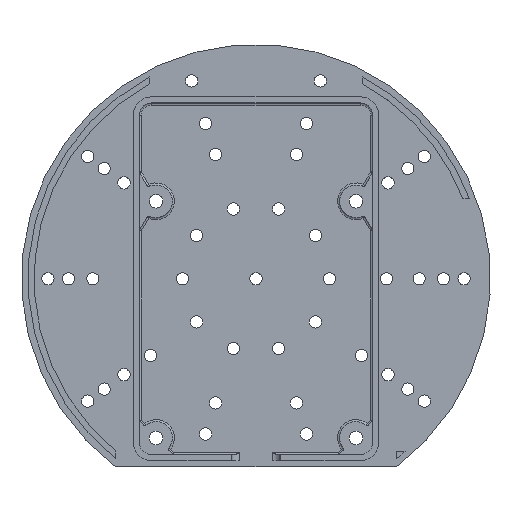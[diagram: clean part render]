
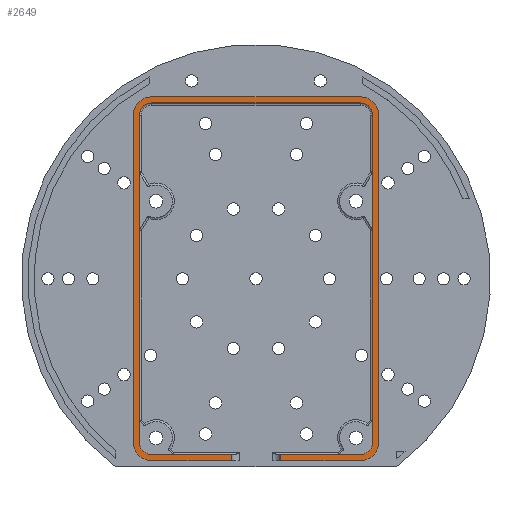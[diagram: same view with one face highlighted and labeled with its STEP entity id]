
A CAD part, top view. The second image highlights one B-rep face of the part: STEP entity #2649.
In plain terms, the highlighted planar face has unit normal (0, 0, 1).
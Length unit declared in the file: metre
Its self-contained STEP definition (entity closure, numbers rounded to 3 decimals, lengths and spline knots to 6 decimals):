
#198=CIRCLE('',#2888,0.003);
#199=CIRCLE('',#2889,0.003);
#200=CIRCLE('',#2890,0.003);
#201=CIRCLE('',#2891,0.003);
#202=CIRCLE('',#2892,0.0045);
#203=CIRCLE('',#2893,0.0045);
#204=CIRCLE('',#2894,0.0045);
#205=CIRCLE('',#2895,0.0045);
#464=ORIENTED_EDGE('',*,*,#1182,.F.);
#465=ORIENTED_EDGE('',*,*,#1168,.F.);
#466=ORIENTED_EDGE('',*,*,#1183,.F.);
#467=ORIENTED_EDGE('',*,*,#1184,.F.);
#468=ORIENTED_EDGE('',*,*,#1185,.F.);
#469=ORIENTED_EDGE('',*,*,#1186,.T.);
#470=ORIENTED_EDGE('',*,*,#1187,.F.);
#471=ORIENTED_EDGE('',*,*,#1179,.T.);
#472=ORIENTED_EDGE('',*,*,#1188,.F.);
#473=ORIENTED_EDGE('',*,*,#1189,.F.);
#474=ORIENTED_EDGE('',*,*,#1190,.T.);
#475=ORIENTED_EDGE('',*,*,#1191,.T.);
#476=ORIENTED_EDGE('',*,*,#1192,.T.);
#477=ORIENTED_EDGE('',*,*,#1193,.F.);
#478=ORIENTED_EDGE('',*,*,#1194,.T.);
#479=ORIENTED_EDGE('',*,*,#1195,.F.);
#480=ORIENTED_EDGE('',*,*,#1196,.T.);
#481=ORIENTED_EDGE('',*,*,#1197,.T.);
#482=ORIENTED_EDGE('',*,*,#1198,.T.);
#483=ORIENTED_EDGE('',*,*,#1162,.T.);
#1162=EDGE_CURVE('',#1522,#1520,#1719,.T.);
#1168=EDGE_CURVE('',#1526,#1527,#1724,.T.);
#1179=EDGE_CURVE('',#1538,#1537,#1734,.T.);
#1182=EDGE_CURVE('',#1527,#1520,#1737,.T.);
#1183=EDGE_CURVE('',#1540,#1526,#198,.T.);
#1184=EDGE_CURVE('',#1541,#1540,#1738,.T.);
#1185=EDGE_CURVE('',#1542,#1541,#199,.T.);
#1186=EDGE_CURVE('',#1542,#1543,#1739,.T.);
#1187=EDGE_CURVE('',#1538,#1543,#200,.T.);
#1188=EDGE_CURVE('',#1544,#1537,#201,.T.);
#1189=EDGE_CURVE('',#1545,#1544,#1740,.T.);
#1190=EDGE_CURVE('',#1545,#1546,#1741,.T.);
#1191=EDGE_CURVE('',#1546,#1547,#1742,.T.);
#1192=EDGE_CURVE('',#1547,#1548,#202,.T.);
#1193=EDGE_CURVE('',#1549,#1548,#1743,.T.);
#1194=EDGE_CURVE('',#1549,#1550,#203,.T.);
#1195=EDGE_CURVE('',#1551,#1550,#1744,.T.);
#1196=EDGE_CURVE('',#1551,#1552,#204,.T.);
#1197=EDGE_CURVE('',#1552,#1553,#1745,.T.);
#1198=EDGE_CURVE('',#1553,#1522,#205,.T.);
#1520=VERTEX_POINT('',#4285);
#1522=VERTEX_POINT('',#4288);
#1526=VERTEX_POINT('',#4298);
#1527=VERTEX_POINT('',#4300);
#1537=VERTEX_POINT('',#4321);
#1538=VERTEX_POINT('',#4323);
#1540=VERTEX_POINT('',#4330);
#1541=VERTEX_POINT('',#4332);
#1542=VERTEX_POINT('',#4334);
#1543=VERTEX_POINT('',#4336);
#1544=VERTEX_POINT('',#4339);
#1545=VERTEX_POINT('',#4341);
#1546=VERTEX_POINT('',#4343);
#1547=VERTEX_POINT('',#4345);
#1548=VERTEX_POINT('',#4347);
#1549=VERTEX_POINT('',#4349);
#1550=VERTEX_POINT('',#4351);
#1551=VERTEX_POINT('',#4353);
#1552=VERTEX_POINT('',#4355);
#1553=VERTEX_POINT('',#4357);
#1719=LINE('',#4287,#1863);
#1724=LINE('',#4299,#1868);
#1734=LINE('',#4322,#1878);
#1737=LINE('',#4328,#1881);
#1738=LINE('',#4331,#1882);
#1739=LINE('',#4335,#1883);
#1740=LINE('',#4340,#1884);
#1741=LINE('',#4342,#1885);
#1742=LINE('',#4344,#1886);
#1743=LINE('',#4348,#1887);
#1744=LINE('',#4352,#1888);
#1745=LINE('',#4356,#1889);
#1863=VECTOR('',#3357,1.);
#1868=VECTOR('',#3366,1.);
#1878=VECTOR('',#3380,1.);
#1881=VECTOR('',#3385,1.);
#1882=VECTOR('',#3388,1.);
#1883=VECTOR('',#3391,1.);
#1884=VECTOR('',#3396,1.);
#1885=VECTOR('',#3397,1.);
#1886=VECTOR('',#3398,1.);
#1887=VECTOR('',#3401,1.);
#1888=VECTOR('',#3404,1.);
#1889=VECTOR('',#3407,1.);
#2026=EDGE_LOOP('',(#464,#465,#466,#467,#468,#469,#470,#471,#472,#473,#474,
#475,#476,#477,#478,#479,#480,#481,#482,#483));
#2340=FACE_BOUND('',#2026,.T.);
#2607=PLANE('',#2887);
#2649=ADVANCED_FACE('',(#2340),#2607,.T.);
#2887=AXIS2_PLACEMENT_3D('',#4327,#3383,#3384);
#2888=AXIS2_PLACEMENT_3D('',#4329,#3386,#3387);
#2889=AXIS2_PLACEMENT_3D('',#4333,#3389,#3390);
#2890=AXIS2_PLACEMENT_3D('',#4337,#3392,#3393);
#2891=AXIS2_PLACEMENT_3D('',#4338,#3394,#3395);
#2892=AXIS2_PLACEMENT_3D('',#4346,#3399,#3400);
#2893=AXIS2_PLACEMENT_3D('',#4350,#3402,#3403);
#2894=AXIS2_PLACEMENT_3D('',#4354,#3405,#3406);
#2895=AXIS2_PLACEMENT_3D('',#4358,#3408,#3409);
#3357=DIRECTION('',(1.,0.,0.));
#3366=DIRECTION('',(1.,0.,0.));
#3380=DIRECTION('',(0.,-1.,0.));
#3383=DIRECTION('',(0.,0.,1.));
#3384=DIRECTION('',(1.,0.,0.));
#3385=DIRECTION('',(0.,-1.,0.));
#3386=DIRECTION('',(0.,0.,1.));
#3387=DIRECTION('',(1.,0.,0.));
#3388=DIRECTION('',(0.,-1.,0.));
#3389=DIRECTION('',(0.,0.,1.));
#3390=DIRECTION('',(1.,0.,0.));
#3391=DIRECTION('',(1.,0.,0.));
#3392=DIRECTION('',(0.,0.,1.));
#3393=DIRECTION('',(1.,0.,0.));
#3394=DIRECTION('',(0.,0.,1.));
#3395=DIRECTION('',(1.,0.,0.));
#3396=DIRECTION('',(1.,0.,0.));
#3397=DIRECTION('',(0.,-1.,0.));
#3398=DIRECTION('',(1.,0.,0.));
#3399=DIRECTION('',(0.,0.,1.));
#3400=DIRECTION('',(1.,0.,0.));
#3401=DIRECTION('',(0.,-1.,0.));
#3402=DIRECTION('',(0.,0.,1.));
#3403=DIRECTION('',(1.,0.,0.));
#3404=DIRECTION('',(1.,0.,0.));
#3405=DIRECTION('',(0.,0.,1.));
#3406=DIRECTION('',(1.,0.,0.));
#3407=DIRECTION('',(0.,-1.,0.));
#3408=DIRECTION('',(0.,0.,1.));
#3409=DIRECTION('',(1.,0.,0.));
#4285=CARTESIAN_POINT('',(-0.006,-0.0446,0.004));
#4287=CARTESIAN_POINT('',(0.,-0.0446,0.004));
#4288=CARTESIAN_POINT('',(-0.0256,-0.0446,0.004));
#4298=CARTESIAN_POINT('',(-0.0256,-0.0431,0.004));
#4299=CARTESIAN_POINT('',(0.,-0.0431,0.004));
#4300=CARTESIAN_POINT('',(-0.006,-0.0431,0.004));
#4321=CARTESIAN_POINT('',(0.0286,-0.0401,0.004));
#4322=CARTESIAN_POINT('',(0.0286,0.,0.004));
#4323=CARTESIAN_POINT('',(0.0286,0.0401,0.004));
#4327=CARTESIAN_POINT('',(0.,0.,0.004));
#4328=CARTESIAN_POINT('',(-0.006,-0.043098,0.004));
#4329=CARTESIAN_POINT('',(-0.0256,-0.0401,0.004));
#4330=CARTESIAN_POINT('',(-0.0286,-0.0401,0.004));
#4331=CARTESIAN_POINT('',(-0.0286,0.,0.004));
#4332=CARTESIAN_POINT('',(-0.0286,0.0401,0.004));
#4333=CARTESIAN_POINT('',(-0.0256,0.0401,0.004));
#4334=CARTESIAN_POINT('',(-0.0256,0.0431,0.004));
#4335=CARTESIAN_POINT('',(0.,0.0431,0.004));
#4336=CARTESIAN_POINT('',(0.0256,0.0431,0.004));
#4337=CARTESIAN_POINT('',(0.0256,0.0401,0.004));
#4338=CARTESIAN_POINT('',(0.0256,-0.0401,0.004));
#4339=CARTESIAN_POINT('',(0.0256,-0.0431,0.004));
#4340=CARTESIAN_POINT('',(0.,-0.0431,0.004));
#4341=CARTESIAN_POINT('',(0.006,-0.0431,0.004));
#4342=CARTESIAN_POINT('',(0.006,-0.043098,0.004));
#4343=CARTESIAN_POINT('',(0.006,-0.0446,0.004));
#4344=CARTESIAN_POINT('',(0.,-0.0446,0.004));
#4345=CARTESIAN_POINT('',(0.0256,-0.0446,0.004));
#4346=CARTESIAN_POINT('',(0.0256,-0.0401,0.004));
#4347=CARTESIAN_POINT('',(0.0301,-0.0401,0.004));
#4348=CARTESIAN_POINT('',(0.0301,0.,0.004));
#4349=CARTESIAN_POINT('',(0.0301,0.0401,0.004));
#4350=CARTESIAN_POINT('',(0.0256,0.0401,0.004));
#4351=CARTESIAN_POINT('',(0.0256,0.0446,0.004));
#4352=CARTESIAN_POINT('',(0.,0.0446,0.004));
#4353=CARTESIAN_POINT('',(-0.0256,0.0446,0.004));
#4354=CARTESIAN_POINT('',(-0.0256,0.0401,0.004));
#4355=CARTESIAN_POINT('',(-0.0301,0.0401,0.004));
#4356=CARTESIAN_POINT('',(-0.0301,0.,0.004));
#4357=CARTESIAN_POINT('',(-0.0301,-0.0401,0.004));
#4358=CARTESIAN_POINT('',(-0.0256,-0.0401,0.004));
